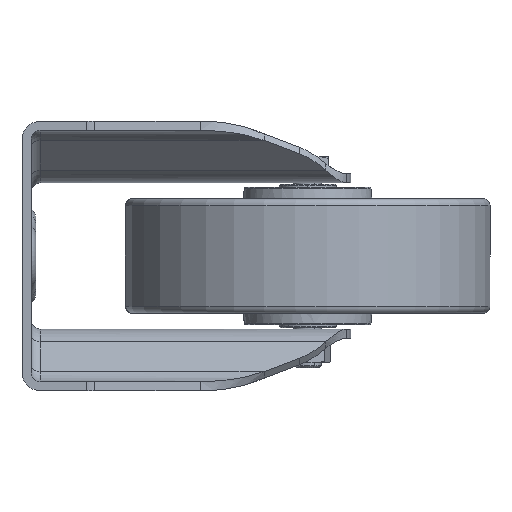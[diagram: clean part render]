
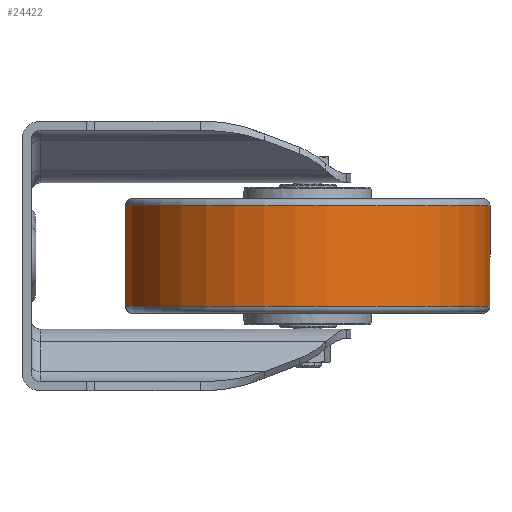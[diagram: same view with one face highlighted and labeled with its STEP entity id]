
A CAD part, left-side view. The second image highlights one B-rep face of the part: STEP entity #24422.
In plain terms, the highlighted cylindrical face has radius 80 mm (diameter 160 mm), a partial arc.
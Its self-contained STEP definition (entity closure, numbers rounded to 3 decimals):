
#276 = CARTESIAN_POINT ( 'NONE',  ( 0., -121., 25.133 ) ) ;
#1413 = LINE ( 'NONE', #11799, #29285 ) ;
#1951 = DIRECTION ( 'NONE',  ( 0., 0., 1. ) ) ;
#1966 = AXIS2_PLACEMENT_3D ( 'NONE', #276, #2706, #30395 ) ;
#2147 = ORIENTED_EDGE ( 'NONE', *, *, #25479, .F. ) ;
#2254 = EDGE_LOOP ( 'NONE', ( #2147, #14646, #24299, #21365 ) ) ;
#2706 = DIRECTION ( 'NONE',  ( 0., 0., 1. ) ) ;
#4216 = LINE ( 'NONE', #9250, #23214 ) ;
#4557 = VERTEX_POINT ( 'NONE', #23753 ) ;
#5006 = CIRCLE ( 'NONE', #26747, 80. ) ;
#9250 = CARTESIAN_POINT ( 'NONE',  ( 8.621, -200.534, 25.133 ) ) ;
#9918 = CYLINDRICAL_SURFACE ( 'NONE', #1966, 80. ) ;
#11799 = CARTESIAN_POINT ( 'NONE',  ( -8.621, -41.466, 25.133 ) ) ;
#14460 = EDGE_CURVE ( 'NONE', #15572, #4557, #4216, .T. ) ;
#14646 = ORIENTED_EDGE ( 'NONE', *, *, #28629, .T. ) ;
#15145 = CARTESIAN_POINT ( 'NONE',  ( -8.621, -41.466, -22. ) ) ;
#15572 = VERTEX_POINT ( 'NONE', #18216 ) ;
#16223 = VERTEX_POINT ( 'NONE', #23795 ) ;
#16314 = DIRECTION ( 'NONE',  ( 0., 0., 1. ) ) ;
#18216 = CARTESIAN_POINT ( 'NONE',  ( 8.621, -200.534, -22. ) ) ;
#18855 = VERTEX_POINT ( 'NONE', #15145 ) ;
#20786 = AXIS2_PLACEMENT_3D ( 'NONE', #20890, #16314, #23233 ) ;
#20890 = CARTESIAN_POINT ( 'NONE',  ( 0., -121., -22. ) ) ;
#21365 = ORIENTED_EDGE ( 'NONE', *, *, #27205, .T. ) ;
#22733 = FACE_OUTER_BOUND ( 'NONE', #2254, .T. ) ;
#23214 = VECTOR ( 'NONE', #31845, 1000. ) ;
#23233 = DIRECTION ( 'NONE',  ( 0.108, -0.994, 0. ) ) ;
#23442 = CARTESIAN_POINT ( 'NONE',  ( 0., -121., 22. ) ) ;
#23753 = CARTESIAN_POINT ( 'NONE',  ( 8.621, -200.534, 22. ) ) ;
#23795 = CARTESIAN_POINT ( 'NONE',  ( -8.621, -41.466, 22. ) ) ;
#24299 = ORIENTED_EDGE ( 'NONE', *, *, #14460, .T. ) ;
#24422 = ADVANCED_FACE ( 'NONE', ( #22733 ), #9918, .T. ) ;
#25479 = EDGE_CURVE ( 'NONE', #18855, #16223, #1413, .T. ) ;
#25900 = DIRECTION ( 'NONE',  ( -0.108, 0.994, 0. ) ) ;
#26117 = DIRECTION ( 'NONE',  ( 0., 0., -1. ) ) ;
#26747 = AXIS2_PLACEMENT_3D ( 'NONE', #23442, #26117, #25900 ) ;
#27053 = CIRCLE ( 'NONE', #20786, 80. ) ;
#27205 = EDGE_CURVE ( 'NONE', #4557, #16223, #5006, .T. ) ;
#28629 = EDGE_CURVE ( 'NONE', #18855, #15572, #27053, .T. ) ;
#29285 = VECTOR ( 'NONE', #1951, 1000. ) ;
#30395 = DIRECTION ( 'NONE',  ( 0.108, -0.994, 0. ) ) ;
#31845 = DIRECTION ( 'NONE',  ( 0., 0., 1. ) ) ;
